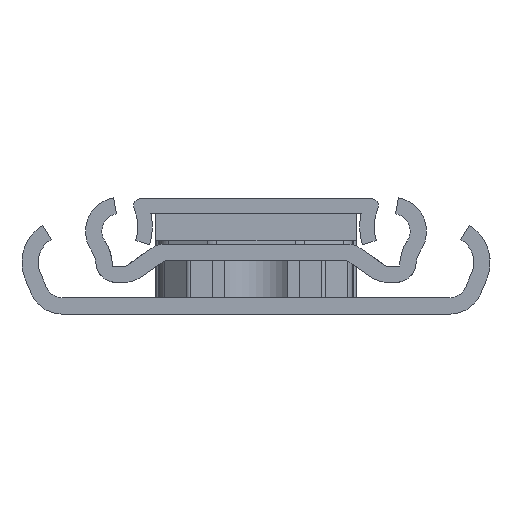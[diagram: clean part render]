
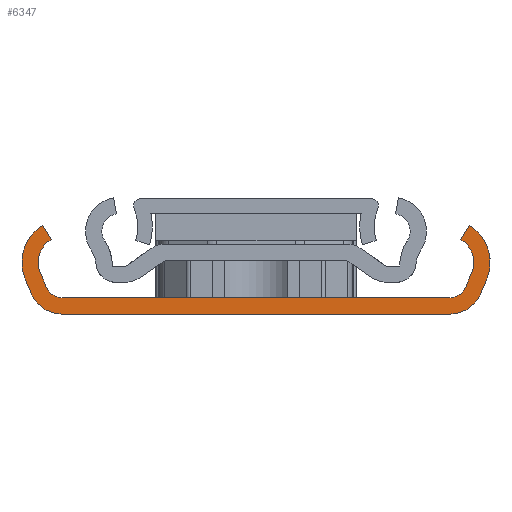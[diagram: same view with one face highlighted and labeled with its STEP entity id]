
A CAD part, left-side view. The second image highlights one B-rep face of the part: STEP entity #6347.
In plain terms, the highlighted planar face has unit normal (-1, 0, 0).
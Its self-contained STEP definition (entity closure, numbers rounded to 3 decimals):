
#53 = DIRECTION ( 'NONE',  ( 0., 0.387, -0.922 ) ) ;
#83 = CIRCLE ( 'NONE', #3418, 3.7 ) ;
#89 = CIRCLE ( 'NONE', #1540, 4.75 ) ;
#133 = DIRECTION ( 'NONE',  ( 0., 0., -1. ) ) ;
#213 = DIRECTION ( 'NONE',  ( 0., 0., -1. ) ) ;
#375 = VECTOR ( 'NONE', #6797, 1000. ) ;
#393 = EDGE_CURVE ( 'NONE', #6143, #4910, #7783, .T. ) ;
#510 = DIRECTION ( 'NONE',  ( 0., 0., -1. ) ) ;
#570 = DIRECTION ( 'NONE',  ( 0., -0.387, -0.922 ) ) ;
#575 = VECTOR ( 'NONE', #4791, 1000. ) ;
#595 = CARTESIAN_POINT ( 'NONE',  ( 0., 24.712, 2.269 ) ) ;
#613 = ORIENTED_EDGE ( 'NONE', *, *, #4007, .T. ) ;
#663 = DIRECTION ( 'NONE',  ( 1., 0., 0. ) ) ;
#670 = CARTESIAN_POINT ( 'NONE',  ( 0., -21.3, 1.8 ) ) ;
#676 = CARTESIAN_POINT ( 'NONE',  ( 0., 23.72, 4.559 ) ) ;
#716 = VECTOR ( 'NONE', #2112, 1000. ) ;
#727 = VERTEX_POINT ( 'NONE', #6203 ) ;
#786 = VERTEX_POINT ( 'NONE', #676 ) ;
#800 = VECTOR ( 'NONE', #53, 1000. ) ;
#810 = EDGE_CURVE ( 'NONE', #6291, #727, #1988, .T. ) ;
#922 = LINE ( 'NONE', #1531, #716 ) ;
#1051 = CARTESIAN_POINT ( 'NONE',  ( 0., 23.052, 2.965 ) ) ;
#1083 = CARTESIAN_POINT ( 'NONE',  ( 0., -22.521, 8.228 ) ) ;
#1085 = ORIENTED_EDGE ( 'NONE', *, *, #5135, .T. ) ;
#1214 = CIRCLE ( 'NONE', #2609, 4.75 ) ;
#1240 = ORIENTED_EDGE ( 'NONE', *, *, #3246, .F. ) ;
#1296 = CARTESIAN_POINT ( 'NONE',  ( 0., 0., 1.8 ) ) ;
#1301 = CIRCLE ( 'NONE', #7247, 3.7 ) ;
#1401 = LINE ( 'NONE', #6402, #7635 ) ;
#1406 = EDGE_CURVE ( 'NONE', #4396, #6504, #1214, .T. ) ;
#1530 = FACE_OUTER_BOUND ( 'NONE', #4765, .T. ) ;
#1531 = CARTESIAN_POINT ( 'NONE',  ( 0., -23.449, 9.77 ) ) ;
#1540 = AXIS2_PLACEMENT_3D ( 'NONE', #1961, #6211, #2590 ) ;
#1550 = AXIS2_PLACEMENT_3D ( 'NONE', #3518, #7729, #4134 ) ;
#1565 = ORIENTED_EDGE ( 'NONE', *, *, #6350, .T. ) ;
#1664 = EDGE_CURVE ( 'NONE', #6066, #5353, #5953, .T. ) ;
#1692 = CARTESIAN_POINT ( 'NONE',  ( 0., 21.3, 1.8 ) ) ;
#1761 = CARTESIAN_POINT ( 'NONE',  ( 0., -23.72, 4.559 ) ) ;
#1823 = EDGE_CURVE ( 'NONE', #5027, #7287, #1401, .T. ) ;
#1910 = DIRECTION ( 'NONE',  ( 0., 1., 0. ) ) ;
#1930 = AXIS2_PLACEMENT_3D ( 'NONE', #7382, #3758, #133 ) ;
#1961 = CARTESIAN_POINT ( 'NONE',  ( 0., -21., 5.7 ) ) ;
#1988 = LINE ( 'NONE', #5485, #375 ) ;
#2112 = DIRECTION ( 'NONE',  ( 0., 0.516, -0.857 ) ) ;
#2118 = LINE ( 'NONE', #1296, #6562 ) ;
#2170 = EDGE_CURVE ( 'NONE', #5638, #6066, #2118, .T. ) ;
#2310 = ORIENTED_EDGE ( 'NONE', *, *, #393, .F. ) ;
#2466 = ORIENTED_EDGE ( 'NONE', *, *, #1823, .F. ) ;
#2578 = DIRECTION ( 'NONE',  ( 1., 0., 0. ) ) ;
#2590 = DIRECTION ( 'NONE',  ( 0., 0., -1. ) ) ;
#2609 = AXIS2_PLACEMENT_3D ( 'NONE', #6125, #3808, #510 ) ;
#2627 = DIRECTION ( 'NONE',  ( 0., 0., -1. ) ) ;
#2704 = DIRECTION ( 'NONE',  ( -1., 0., 0. ) ) ;
#2855 = AXIS2_PLACEMENT_3D ( 'NONE', #6201, #2578, #6777 ) ;
#3100 = VERTEX_POINT ( 'NONE', #595 ) ;
#3130 = DIRECTION ( 'NONE',  ( 0., -0.387, -0.922 ) ) ;
#3174 = EDGE_CURVE ( 'NONE', #5638, #7020, #4752, .T. ) ;
#3175 = CARTESIAN_POINT ( 'NONE',  ( 0., 25.38, 3.863 ) ) ;
#3209 = ORIENTED_EDGE ( 'NONE', *, *, #1664, .T. ) ;
#3214 = CARTESIAN_POINT ( 'NONE',  ( 0., -21., 5.7 ) ) ;
#3224 = ORIENTED_EDGE ( 'NONE', *, *, #7584, .F. ) ;
#3246 = EDGE_CURVE ( 'NONE', #6504, #3734, #4177, .T. ) ;
#3318 = LINE ( 'NONE', #7351, #6543 ) ;
#3350 = CARTESIAN_POINT ( 'NONE',  ( 0., 21.3, 0. ) ) ;
#3418 = AXIS2_PLACEMENT_3D ( 'NONE', #6322, #2704, #6911 ) ;
#3455 = LINE ( 'NONE', #6102, #800 ) ;
#3518 = CARTESIAN_POINT ( 'NONE',  ( 0., -21.3, 3.7 ) ) ;
#3545 = EDGE_CURVE ( 'NONE', #5027, #727, #83, .T. ) ;
#3549 = ORIENTED_EDGE ( 'NONE', *, *, #3931, .T. ) ;
#3712 = CARTESIAN_POINT ( 'NONE',  ( 0., -25.38, 3.863 ) ) ;
#3734 = VERTEX_POINT ( 'NONE', #5921 ) ;
#3758 = DIRECTION ( 'NONE',  ( 1., 0., 0. ) ) ;
#3808 = DIRECTION ( 'NONE',  ( 1., 0., 0. ) ) ;
#3825 = ORIENTED_EDGE ( 'NONE', *, *, #2170, .T. ) ;
#3850 = DIRECTION ( 'NONE',  ( 1., 0., 0. ) ) ;
#3931 = EDGE_CURVE ( 'NONE', #786, #3734, #4711, .T. ) ;
#4007 = EDGE_CURVE ( 'NONE', #6216, #4910, #922, .T. ) ;
#4134 = DIRECTION ( 'NONE',  ( 0., 0., -1. ) ) ;
#4177 = LINE ( 'NONE', #6583, #575 ) ;
#4292 = CARTESIAN_POINT ( 'NONE',  ( 0., 21.3, 3.7 ) ) ;
#4396 = VERTEX_POINT ( 'NONE', #3175 ) ;
#4422 = ORIENTED_EDGE ( 'NONE', *, *, #3545, .T. ) ;
#4579 = LINE ( 'NONE', #4807, #7592 ) ;
#4605 = DIRECTION ( 'NONE',  ( 0., 1., 0. ) ) ;
#4711 = CIRCLE ( 'NONE', #6676, 2.95 ) ;
#4752 = CIRCLE ( 'NONE', #1550, 1.9 ) ;
#4765 = EDGE_LOOP ( 'NONE', ( #7636, #7328, #3224, #2466, #4422, #7290, #1565, #613, #2310, #1085, #5378, #3825, #3209, #5688, #3549, #1240 ) ) ;
#4791 = DIRECTION ( 'NONE',  ( 0., -0.516, -0.857 ) ) ;
#4807 = CARTESIAN_POINT ( 'NONE',  ( 0., 25.38, 3.863 ) ) ;
#4835 = CARTESIAN_POINT ( 'NONE',  ( 0., -23.449, 9.77 ) ) ;
#4908 = DIRECTION ( 'NONE',  ( 0., 0., -1. ) ) ;
#4910 = VERTEX_POINT ( 'NONE', #1083 ) ;
#5027 = VERTEX_POINT ( 'NONE', #7206 ) ;
#5135 = EDGE_CURVE ( 'NONE', #6143, #7020, #3455, .T. ) ;
#5206 = CARTESIAN_POINT ( 'NONE',  ( 0., -23.052, 2.965 ) ) ;
#5353 = VERTEX_POINT ( 'NONE', #1051 ) ;
#5378 = ORIENTED_EDGE ( 'NONE', *, *, #3174, .F. ) ;
#5475 = EDGE_CURVE ( 'NONE', #4396, #3100, #4579, .T. ) ;
#5485 = CARTESIAN_POINT ( 'NONE',  ( 0., -25.38, 3.863 ) ) ;
#5638 = VERTEX_POINT ( 'NONE', #670 ) ;
#5688 = ORIENTED_EDGE ( 'NONE', *, *, #6321, .F. ) ;
#5921 = CARTESIAN_POINT ( 'NONE',  ( 0., 22.521, 8.228 ) ) ;
#5953 = CIRCLE ( 'NONE', #2855, 1.9 ) ;
#6066 = VERTEX_POINT ( 'NONE', #1692 ) ;
#6102 = CARTESIAN_POINT ( 'NONE',  ( 0., -23.72, 4.559 ) ) ;
#6125 = CARTESIAN_POINT ( 'NONE',  ( 0., 21., 5.7 ) ) ;
#6143 = VERTEX_POINT ( 'NONE', #1761 ) ;
#6188 = PLANE ( 'NONE',  #1930 ) ;
#6201 = CARTESIAN_POINT ( 'NONE',  ( 0., 21.3, 3.7 ) ) ;
#6203 = CARTESIAN_POINT ( 'NONE',  ( 0., -24.712, 2.269 ) ) ;
#6211 = DIRECTION ( 'NONE',  ( -1., 0., 0. ) ) ;
#6216 = VERTEX_POINT ( 'NONE', #4835 ) ;
#6291 = VERTEX_POINT ( 'NONE', #3712 ) ;
#6321 = EDGE_CURVE ( 'NONE', #786, #5353, #3318, .T. ) ;
#6322 = CARTESIAN_POINT ( 'NONE',  ( 0., -21.3, 3.7 ) ) ;
#6347 = ADVANCED_FACE ( 'NONE', ( #1530 ), #6188, .F. ) ;
#6350 = EDGE_CURVE ( 'NONE', #6291, #6216, #89, .T. ) ;
#6382 = CARTESIAN_POINT ( 'NONE',  ( 0., 23.449, 9.77 ) ) ;
#6402 = CARTESIAN_POINT ( 'NONE',  ( 0., 0., 0. ) ) ;
#6504 = VERTEX_POINT ( 'NONE', #6382 ) ;
#6543 = VECTOR ( 'NONE', #3130, 1000. ) ;
#6562 = VECTOR ( 'NONE', #1910, 1000. ) ;
#6583 = CARTESIAN_POINT ( 'NONE',  ( 0., 23.449, 9.77 ) ) ;
#6676 = AXIS2_PLACEMENT_3D ( 'NONE', #7464, #3850, #213 ) ;
#6777 = DIRECTION ( 'NONE',  ( 0., 0., -1. ) ) ;
#6797 = DIRECTION ( 'NONE',  ( 0., 0.387, -0.922 ) ) ;
#6832 = DIRECTION ( 'NONE',  ( -1., 0., 0. ) ) ;
#6911 = DIRECTION ( 'NONE',  ( 0., 0., -1. ) ) ;
#7020 = VERTEX_POINT ( 'NONE', #5206 ) ;
#7125 = AXIS2_PLACEMENT_3D ( 'NONE', #3214, #6832, #2627 ) ;
#7206 = CARTESIAN_POINT ( 'NONE',  ( 0., -21.3, 0. ) ) ;
#7247 = AXIS2_PLACEMENT_3D ( 'NONE', #4292, #663, #4908 ) ;
#7287 = VERTEX_POINT ( 'NONE', #3350 ) ;
#7290 = ORIENTED_EDGE ( 'NONE', *, *, #810, .F. ) ;
#7328 = ORIENTED_EDGE ( 'NONE', *, *, #5475, .T. ) ;
#7351 = CARTESIAN_POINT ( 'NONE',  ( 0., 23.72, 4.559 ) ) ;
#7382 = CARTESIAN_POINT ( 'NONE',  ( 0., 21., 5.7 ) ) ;
#7464 = CARTESIAN_POINT ( 'NONE',  ( 0., 21., 5.7 ) ) ;
#7584 = EDGE_CURVE ( 'NONE', #7287, #3100, #1301, .T. ) ;
#7592 = VECTOR ( 'NONE', #570, 1000. ) ;
#7635 = VECTOR ( 'NONE', #4605, 1000. ) ;
#7636 = ORIENTED_EDGE ( 'NONE', *, *, #1406, .F. ) ;
#7729 = DIRECTION ( 'NONE',  ( -1., 0., 0. ) ) ;
#7783 = CIRCLE ( 'NONE', #7125, 2.95 ) ;
